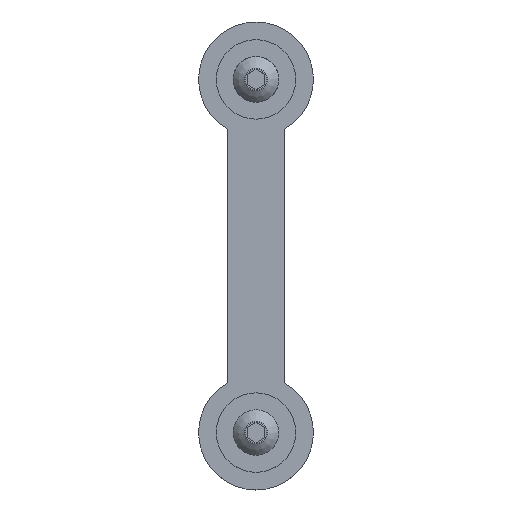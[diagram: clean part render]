
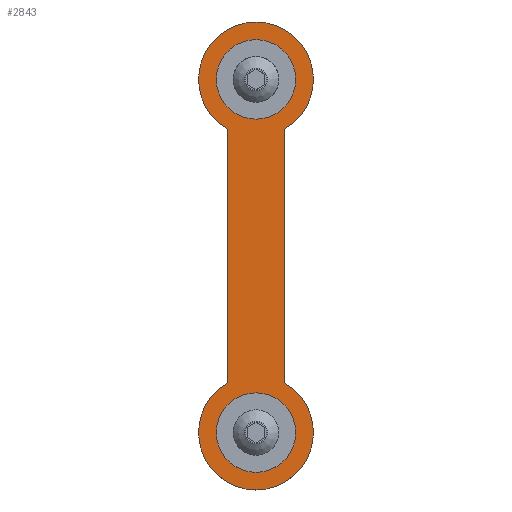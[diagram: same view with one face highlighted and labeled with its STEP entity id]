
A CAD part, top view. The second image highlights one B-rep face of the part: STEP entity #2843.
In plain terms, the highlighted planar face has unit normal (0, 0, 1).
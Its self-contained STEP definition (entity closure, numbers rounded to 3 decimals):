
#49=FACE_BOUND('',#876,.T.);
#50=FACE_BOUND('',#877,.T.);
#88=PLANE('',#3111);
#235=LINE('',#5783,#451);
#236=LINE('',#5784,#452);
#451=VECTOR('',#3627,1000.);
#452=VECTOR('',#3628,1000.);
#711=FACE_OUTER_BOUND('',#875,.T.);
#875=EDGE_LOOP('',(#2180,#2181,#2182,#2183));
#876=EDGE_LOOP('',(#2184,#2185));
#877=EDGE_LOOP('',(#2186,#2187));
#1078=CIRCLE('',#3096,3.25);
#1079=CIRCLE('',#3097,3.25);
#1082=CIRCLE('',#3101,13.);
#1084=CIRCLE('',#3104,13.);
#1086=CIRCLE('',#3107,3.25);
#1087=CIRCLE('',#3108,3.25);
#1252=VERTEX_POINT('',#5745);
#1253=VERTEX_POINT('',#5746);
#1256=VERTEX_POINT('',#5755);
#1257=VERTEX_POINT('',#5756);
#1260=VERTEX_POINT('',#5764);
#1261=VERTEX_POINT('',#5765);
#1264=VERTEX_POINT('',#5773);
#1265=VERTEX_POINT('',#5774);
#1576=EDGE_CURVE('',#1252,#1253,#1078,.T.);
#1577=EDGE_CURVE('',#1253,#1252,#1079,.T.);
#1581=EDGE_CURVE('',#1256,#1257,#1082,.T.);
#1585=EDGE_CURVE('',#1260,#1261,#1084,.T.);
#1589=EDGE_CURVE('',#1264,#1265,#1086,.T.);
#1590=EDGE_CURVE('',#1265,#1264,#1087,.T.);
#1594=EDGE_CURVE('',#1257,#1260,#235,.T.);
#1595=EDGE_CURVE('',#1261,#1256,#236,.T.);
#2180=ORIENTED_EDGE('',*,*,#1581,.T.);
#2181=ORIENTED_EDGE('',*,*,#1594,.T.);
#2182=ORIENTED_EDGE('',*,*,#1585,.T.);
#2183=ORIENTED_EDGE('',*,*,#1595,.T.);
#2184=ORIENTED_EDGE('',*,*,#1589,.T.);
#2185=ORIENTED_EDGE('',*,*,#1590,.T.);
#2186=ORIENTED_EDGE('',*,*,#1576,.T.);
#2187=ORIENTED_EDGE('',*,*,#1577,.T.);
#2843=ADVANCED_FACE('',(#711,#49,#50),#88,.T.);
#3096=AXIS2_PLACEMENT_3D('',#5747,#3589,#3590);
#3097=AXIS2_PLACEMENT_3D('',#5748,#3591,#3592);
#3101=AXIS2_PLACEMENT_3D('',#5757,#3600,#3601);
#3104=AXIS2_PLACEMENT_3D('',#5766,#3608,#3609);
#3107=AXIS2_PLACEMENT_3D('',#5775,#3616,#3617);
#3108=AXIS2_PLACEMENT_3D('',#5776,#3618,#3619);
#3111=AXIS2_PLACEMENT_3D('',#5782,#3625,#3626);
#3589=DIRECTION('center_axis',(0.,0.,-1.));
#3590=DIRECTION('ref_axis',(-1.,0.,0.));
#3591=DIRECTION('center_axis',(0.,0.,-1.));
#3592=DIRECTION('ref_axis',(-1.,0.,0.));
#3600=DIRECTION('center_axis',(0.,0.,1.));
#3601=DIRECTION('ref_axis',(-1.,0.,0.));
#3608=DIRECTION('center_axis',(0.,0.,1.));
#3609=DIRECTION('ref_axis',(-1.,0.,0.));
#3616=DIRECTION('center_axis',(0.,0.,-1.));
#3617=DIRECTION('ref_axis',(-1.,0.,0.));
#3618=DIRECTION('center_axis',(0.,0.,-1.));
#3619=DIRECTION('ref_axis',(-1.,0.,0.));
#3625=DIRECTION('center_axis',(0.,0.,1.));
#3626=DIRECTION('ref_axis',(1.,0.,0.));
#3627=DIRECTION('',(0.,1.,0.));
#3628=DIRECTION('',(0.,-1.,0.));
#5745=CARTESIAN_POINT('',(18.793,-22.567,-24.769));
#5746=CARTESIAN_POINT('',(25.293,-22.567,-24.769));
#5747=CARTESIAN_POINT('Origin',(22.043,-22.567,-24.769));
#5748=CARTESIAN_POINT('Origin',(22.043,-22.567,-24.769));
#5755=CARTESIAN_POINT('',(15.543,-11.309,-24.769));
#5756=CARTESIAN_POINT('',(28.543,-11.309,-24.769));
#5757=CARTESIAN_POINT('Origin',(22.043,-22.567,-24.769));
#5764=CARTESIAN_POINT('',(28.543,46.175,-24.769));
#5765=CARTESIAN_POINT('',(15.543,46.175,-24.769));
#5766=CARTESIAN_POINT('Origin',(22.043,57.433,-24.769));
#5773=CARTESIAN_POINT('',(18.793,57.433,-24.769));
#5774=CARTESIAN_POINT('',(25.293,57.433,-24.769));
#5775=CARTESIAN_POINT('Origin',(22.043,57.433,-24.769));
#5776=CARTESIAN_POINT('Origin',(22.043,57.433,-24.769));
#5782=CARTESIAN_POINT('Origin',(22.043,57.433,-24.769));
#5783=CARTESIAN_POINT('',(28.543,57.433,-24.769));
#5784=CARTESIAN_POINT('',(15.543,57.433,-24.769));
